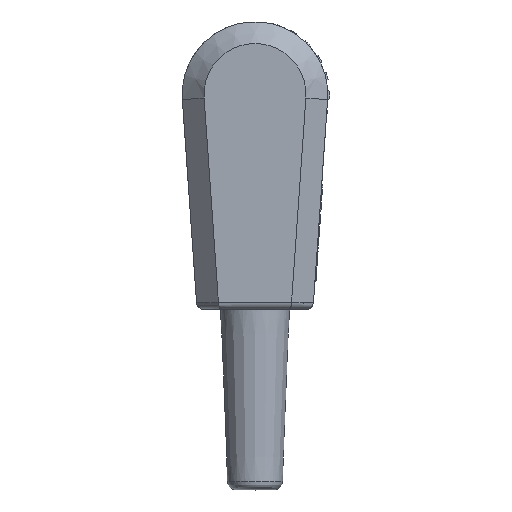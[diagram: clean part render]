
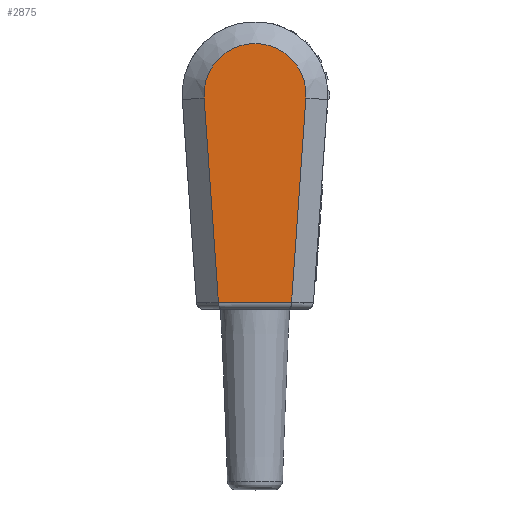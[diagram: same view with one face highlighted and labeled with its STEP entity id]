
A CAD part, top view. The second image highlights one B-rep face of the part: STEP entity #2875.
In plain terms, the highlighted planar face has unit normal (0, 0, 1).
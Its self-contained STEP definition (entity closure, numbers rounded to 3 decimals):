
#2380=CIRCLE('',#11910,7.);
#2875=ADVANCED_FACE('4-0-6',(#3705),#3231,.T.);
#3231=PLANE('',#11911);
#3705=FACE_OUTER_BOUND('',#4237,.T.);
#4237=EDGE_LOOP('',(#6979,#6980,#6981,#6982));
#6979=ORIENTED_EDGE('',*,*,#9581,.T.);
#6980=ORIENTED_EDGE('',*,*,#9582,.T.);
#6981=ORIENTED_EDGE('',*,*,#9583,.T.);
#6982=ORIENTED_EDGE('',*,*,#9584,.T.);
#8244=VERTEX_POINT('',#17998);
#8245=VERTEX_POINT('',#17999);
#8246=VERTEX_POINT('',#18001);
#8247=VERTEX_POINT('',#18003);
#9581=EDGE_CURVE('',#8244,#8245,#10343,.T.);
#9582=EDGE_CURVE('',#8245,#8246,#10344,.T.);
#9583=EDGE_CURVE('',#8246,#8247,#2380,.T.);
#9584=EDGE_CURVE('',#8247,#8244,#10345,.T.);
#10343=LINE('',#17997,#11030);
#10344=LINE('',#18000,#11031);
#10345=LINE('',#18004,#11032);
#11030=VECTOR('',#14301,1.);
#11031=VECTOR('',#14302,1.);
#11032=VECTOR('',#14305,1.);
#11910=AXIS2_PLACEMENT_3D('',#18002,#14303,#14304);
#11911=AXIS2_PLACEMENT_3D('',#18005,#14306,#14307);
#14301=DIRECTION('',(1.,0.,0.));
#14302=DIRECTION('',(0.07,0.998,0.));
#14303=DIRECTION('',(0.,0.,1.));
#14304=DIRECTION('',(0.998,-0.07,0.));
#14305=DIRECTION('',(0.07,-0.998,0.));
#14306=DIRECTION('',(0.,0.,1.));
#14307=DIRECTION('',(1.,0.,0.));
#17997=CARTESIAN_POINT('',(-5.024,-6.35,17.925));
#17998=CARTESIAN_POINT('',(-5.024,-6.35,17.925));
#17999=CARTESIAN_POINT('',(5.024,-6.35,17.925));
#18000=CARTESIAN_POINT('',(5.024,-6.35,17.925));
#18001=CARTESIAN_POINT('',(6.983,21.662,17.925));
#18002=CARTESIAN_POINT('',(0.,22.15,17.925));
#18003=CARTESIAN_POINT('',(-6.983,21.662,17.925));
#18004=CARTESIAN_POINT('',(-6.983,21.662,17.925));
#18005=CARTESIAN_POINT('',(-7.853,-9.325,17.925));
